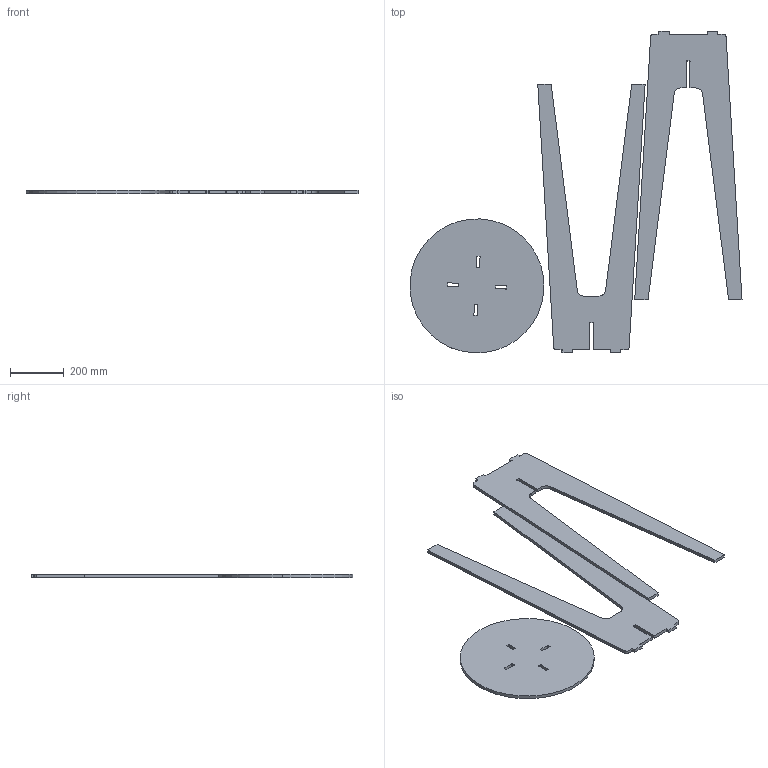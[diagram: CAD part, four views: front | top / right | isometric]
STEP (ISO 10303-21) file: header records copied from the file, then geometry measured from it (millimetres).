
FILE_DESCRIPTION (( 'STEP AP214' ), '1' );
FILE_NAME ('豪髓殤CNC.STEP', '2025-10-28T02:14:33', ( '' ), ( '' ), 'SwSTEP 2.0', 'SolidWorks 2024', '' );
FILE_SCHEMA (( 'AUTOMOTIVE_DESIGN' ));
Length unit declared in the file: millimetre
Products named in the file (4): desk02; zhuozi03; 花盆架CNC; desk01
Assembly tree (3 placements, depth 2):
  花盆架CNC
    desk01
    desk02
    zhuozi03
Bounding box: 1237.65 x 1200 x 12.78 mm (x, y, z)
Volume: 6616422.7 mm3; surface area: 1229530.8 mm2
Topology: 3 solids, 3 shells, 114 faces, 324 edges, 216 vertices
Faces by surface type: plane 62, cylinder 52
Entity records: 3869 total; most frequent: DIRECTION 668, CARTESIAN_POINT 660, ORIENTED_EDGE 648, EDGE_CURVE 324, AXIS2_PLACEMENT_3D 224, LINE 220, VECTOR 220, VERTEX_POINT 216
